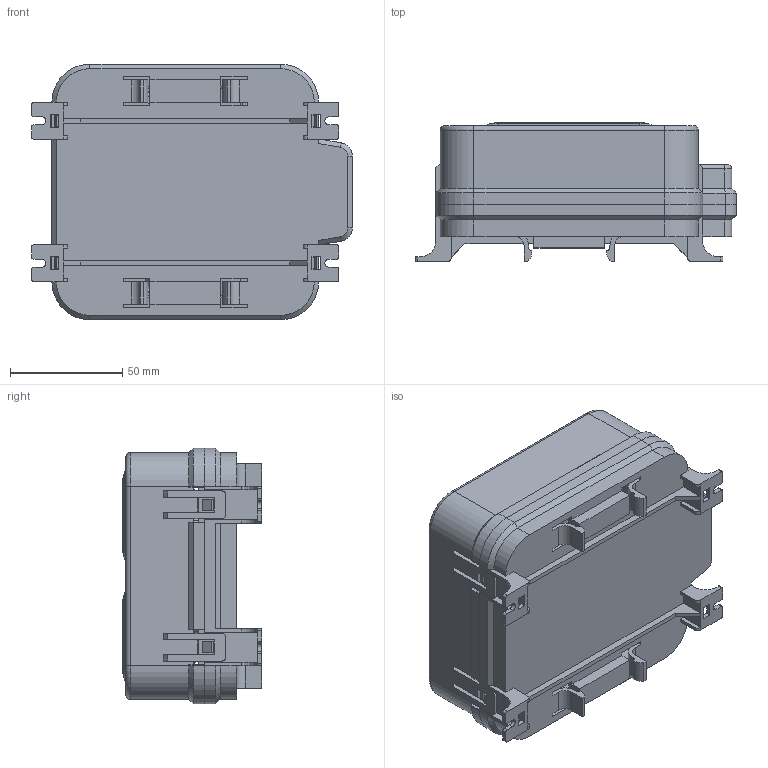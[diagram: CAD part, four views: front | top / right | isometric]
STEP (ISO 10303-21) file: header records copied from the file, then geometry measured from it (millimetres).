
FILE_DESCRIPTION (( 'STEP AP214' ), '1' );
FILE_NAME ('GR-REC4.STEP', '2024-05-07T09:00:22', ( '' ), ( '' ), 'SwSTEP 2.0', 'SolidWorks 2023', '' );
FILE_SCHEMA (( 'AUTOMOTIVE_DESIGN' ));
Length unit declared in the file: inch
Products named in the file (1): GR-REC4
Bounding box: 143 x 62 x 114 mm (x, y, z)
Volume: 206515.6 mm3; surface area: 151044.5 mm2
Topology: 25 solids, 25 shells, 2001 faces, 5264 edges, 3439 vertices
Faces by surface type: plane 1451, cylinder 374, bspline 61, torus 60, cone 55
Full cylindrical faces by diameter (mm): 2.8 x12, 3 x16, 3.25 x9, 3.3 x2, 3.5 x8, 3.9 x2, 4 x4, 4.5 x8, 4.8 x6, 5 x9, 7 x20, 7.5 x8, 8 x4
Entity records: 64431 total; most frequent: CARTESIAN_POINT 15157, ORIENTED_EDGE 10186, DIRECTION 9637, EDGE_CURVE 5093, LINE 3979, VECTOR 3979, VERTEX_POINT 3400, AXIS2_PLACEMENT_3D 2829
